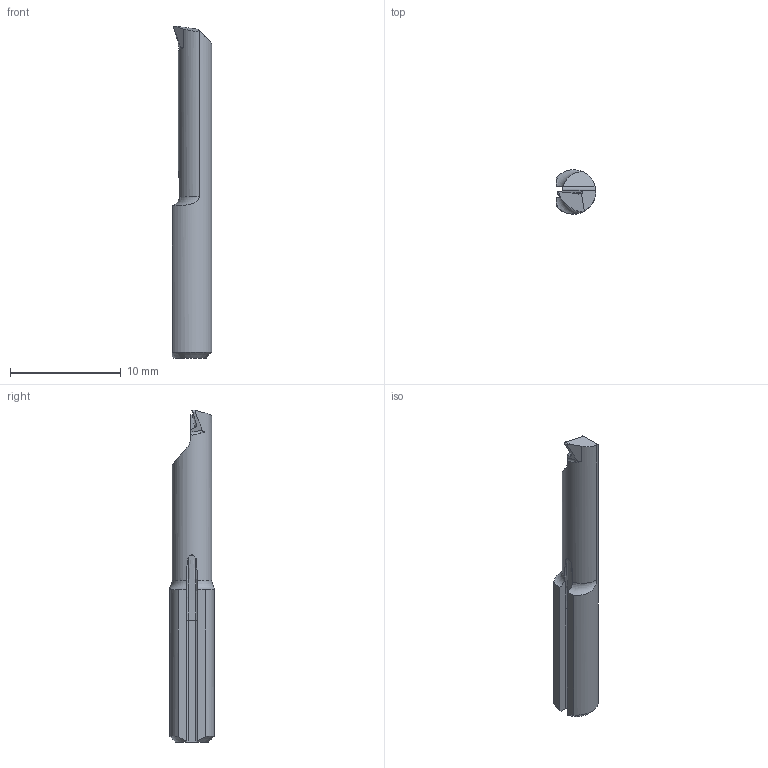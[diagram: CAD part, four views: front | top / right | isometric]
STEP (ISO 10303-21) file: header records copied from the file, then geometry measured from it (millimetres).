
FILE_DESCRIPTION (( 'STEP AP203' ), '1' );
FILE_NAME ('L050.4-16.step', '2023-12-22T09:42:57', ( '' ), ( '' ), 'SwSTEP 2.0', 'SolidWorks 2022', '' );
FILE_SCHEMA (( 'CONFIG_CONTROL_DESIGN' ));
Length unit declared in the file: millimetre
Products named in the file (1): L050.4-16
Bounding box: 3.55 x 4 x 30 mm (x, y, z)
Volume: 266.1 mm3; surface area: 364.4 mm2
Topology: 1 solids, 1 shells, 33 faces, 93 edges, 61 vertices
Faces by surface type: plane 17, cylinder 9, torus 5, cone 1, bspline 1
Entity records: 1235 total; most frequent: CARTESIAN_POINT 378, ORIENTED_EDGE 184, DIRECTION 140, EDGE_CURVE 92, VERTEX_POINT 61, AXIS2_PLACEMENT_3D 51, LINE 38, VECTOR 38
